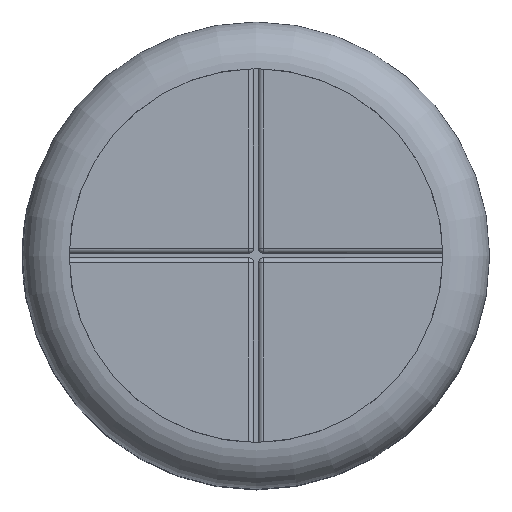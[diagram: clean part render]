
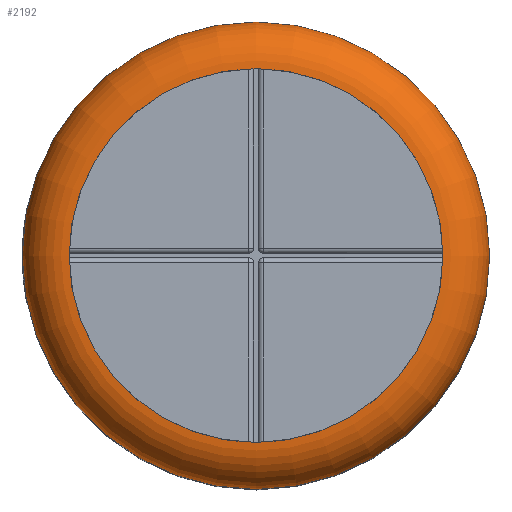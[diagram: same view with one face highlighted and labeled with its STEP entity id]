
A CAD part, top view. The second image highlights one B-rep face of the part: STEP entity #2192.
In plain terms, the highlighted toroidal (fillet/blend) face has major radius 8.8 mm and minor radius 2.2 mm.
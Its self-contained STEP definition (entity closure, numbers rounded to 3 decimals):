
#21=TOROIDAL_SURFACE('',#2399,8.8,2.2);
#148=CIRCLE('',#2328,8.8);
#177=CIRCLE('',#2392,11.);
#181=CIRCLE('',#2400,2.2);
#351=FACE_OUTER_BOUND('',#474,.T.);
#474=EDGE_LOOP('',(#2002,#2003,#2004,#2005));
#988=VERTEX_POINT('',#3468);
#1059=VERTEX_POINT('',#4023);
#1264=EDGE_CURVE('',#988,#988,#148,.T.);
#1367=EDGE_CURVE('',#1059,#1059,#177,.T.);
#1375=EDGE_CURVE('',#988,#1059,#181,.T.);
#2002=ORIENTED_EDGE('',*,*,#1264,.T.);
#2003=ORIENTED_EDGE('',*,*,#1375,.T.);
#2004=ORIENTED_EDGE('',*,*,#1367,.T.);
#2005=ORIENTED_EDGE('',*,*,#1375,.F.);
#2192=ADVANCED_FACE('',(#351),#21,.T.);
#2328=AXIS2_PLACEMENT_3D('',#3469,#2799,#2800);
#2392=AXIS2_PLACEMENT_3D('',#4024,#2961,#2962);
#2399=AXIS2_PLACEMENT_3D('',#4036,#2979,#2980);
#2400=AXIS2_PLACEMENT_3D('',#4037,#2981,#2982);
#2799=DIRECTION('center_axis',(0.,0.,-1.));
#2800=DIRECTION('ref_axis',(1.,0.,0.));
#2961=DIRECTION('center_axis',(0.,0.,1.));
#2962=DIRECTION('ref_axis',(1.,0.,0.));
#2979=DIRECTION('center_axis',(0.,0.,1.));
#2980=DIRECTION('ref_axis',(1.,0.,0.));
#2981=DIRECTION('center_axis',(0.,-1.,0.));
#2982=DIRECTION('ref_axis',(-1.,0.,0.));
#3468=CARTESIAN_POINT('',(-8.8,0.,25.));
#3469=CARTESIAN_POINT('Origin',(0.,0.,25.));
#4023=CARTESIAN_POINT('',(-11.,0.,22.8));
#4024=CARTESIAN_POINT('Origin',(0.,0.,22.8));
#4036=CARTESIAN_POINT('Origin',(0.,0.,22.8));
#4037=CARTESIAN_POINT('Origin',(-8.8,0.,22.8));
